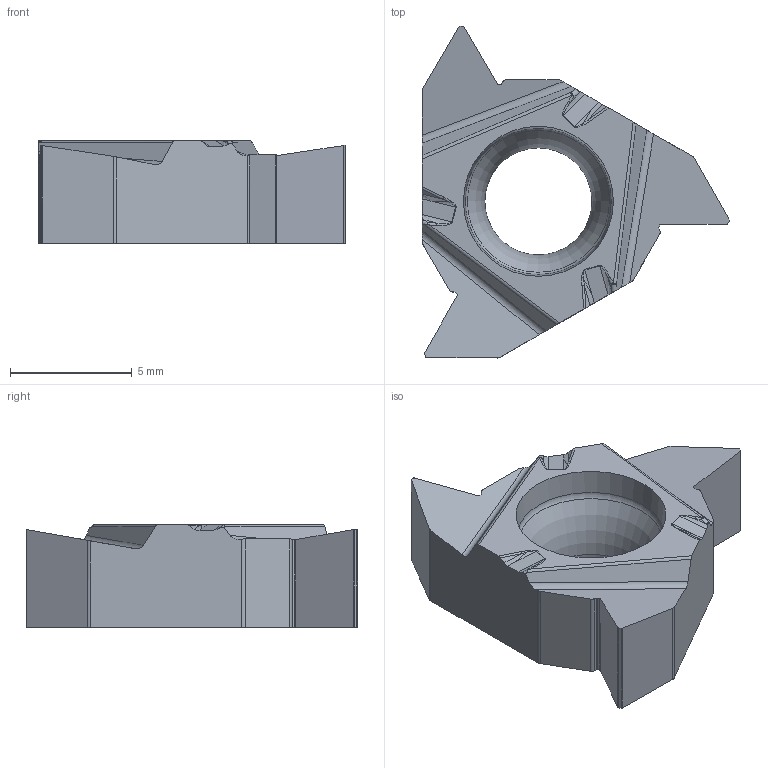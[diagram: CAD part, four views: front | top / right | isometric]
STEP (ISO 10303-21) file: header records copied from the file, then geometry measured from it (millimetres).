
FILE_DESCRIPTION(/* description */ (''),/* implementation_level */ '2;1');
FILE_NAME(/* name */ '1581676437733.stp',/* time_stamp */ '2020-02-14T16:04:07+06:00',/* author */ (''),/* organization */ ('SMS'),/* preprocessor_version */ 'ST-DEVELOPER v16.7',/* originating_system */ 'SIEMENS PLM Software NX 12.0',/* authorisation */ '');
FILE_SCHEMA (('AUTOMOTIVE_DESIGN { 1 0 10303 214 3 1 1 1 }'));
Length unit declared in the file: millimetre
Products named in the file (1): 202485696mod000_00
Bounding box: 12.61 x 13.63 x 4.22 mm (x, y, z)
Volume: 305 mm3; surface area: 402.8 mm2
Topology: 1 solids, 1 shells, 106 faces, 289 edges, 185 vertices
Faces by surface type: cylinder 39, plane 38, bspline 15, extrusion 9, torus 2, sphere 2, cone 1
Full cylindrical faces by diameter (mm): 4.4 x1
Entity records: 4269 total; most frequent: CARTESIAN_POINT 1612, ORIENTED_EDGE 562, DIRECTION 524, EDGE_CURVE 281, AXIS2_PLACEMENT_3D 182, VERTEX_POINT 181, VECTOR 160, LINE 151
